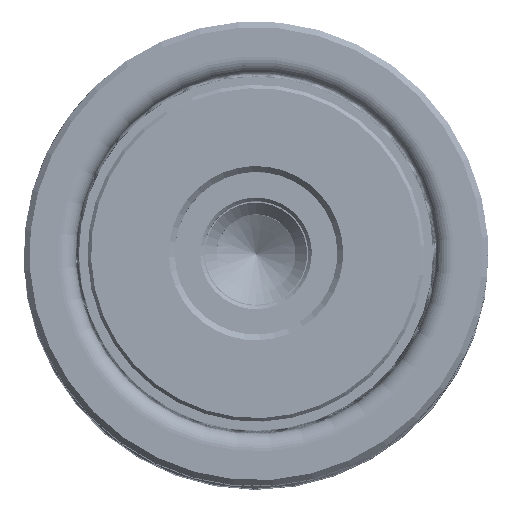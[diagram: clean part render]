
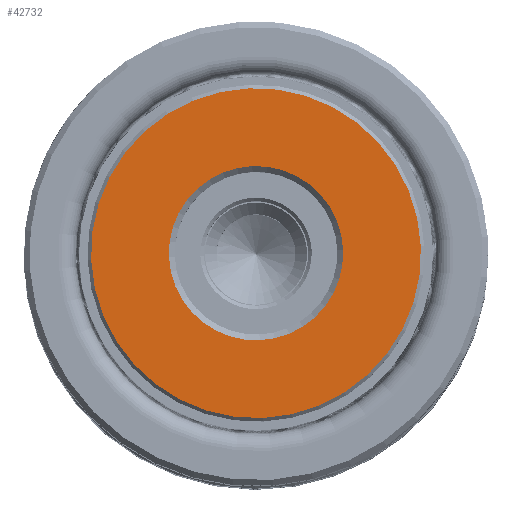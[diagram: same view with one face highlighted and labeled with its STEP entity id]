
A CAD part, top view. The second image highlights one B-rep face of the part: STEP entity #42732.
In plain terms, the highlighted face is planar.
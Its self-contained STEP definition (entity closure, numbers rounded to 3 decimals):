
#1064 = DIRECTION ( 'NONE',  ( 0., 0., -1. ) ) ;
#3871 = VERTEX_POINT ( 'NONE', #33930 ) ;
#4473 = PLANE ( 'NONE',  #46317 ) ;
#5799 = EDGE_LOOP ( 'NONE', ( #16127, #42795 ) ) ;
#7128 = CARTESIAN_POINT ( 'NONE',  ( 0., 0., 0. ) ) ;
#8545 = DIRECTION ( 'NONE',  ( 1., 0., 0. ) ) ;
#11188 = DIRECTION ( 'NONE',  ( 1., 0., 0. ) ) ;
#11717 = CARTESIAN_POINT ( 'NONE',  ( 14.2, 0., 0. ) ) ;
#15814 = CIRCLE ( 'NONE', #31027, 7.5 ) ;
#16127 = ORIENTED_EDGE ( 'NONE', *, *, #22264, .T. ) ;
#16289 = CARTESIAN_POINT ( 'NONE',  ( 0., 0., 0. ) ) ;
#17671 = CARTESIAN_POINT ( 'NONE',  ( 0., 0., 0. ) ) ;
#21572 = EDGE_CURVE ( 'NONE', #37136, #31563, #27670, .T. ) ;
#21588 = CARTESIAN_POINT ( 'NONE',  ( 0., 0., 0. ) ) ;
#21707 = DIRECTION ( 'NONE',  ( 1., 0., 0. ) ) ;
#22060 = AXIS2_PLACEMENT_3D ( 'NONE', #21588, #49576, #25621 ) ;
#22264 = EDGE_CURVE ( 'NONE', #38037, #3871, #24492, .T. ) ;
#22653 = EDGE_CURVE ( 'NONE', #31563, #37136, #40802, .T. ) ;
#24492 = CIRCLE ( 'NONE', #22060, 7.5 ) ;
#25222 = CARTESIAN_POINT ( 'NONE',  ( 0., 0., 0. ) ) ;
#25621 = DIRECTION ( 'NONE',  ( 1., 0., 0. ) ) ;
#27670 = CIRCLE ( 'NONE', #50863, 14.2 ) ;
#29273 = DIRECTION ( 'NONE',  ( 1., 0., 0. ) ) ;
#29913 = CARTESIAN_POINT ( 'NONE',  ( -14.2, 0., 0. ) ) ;
#31027 = AXIS2_PLACEMENT_3D ( 'NONE', #17671, #45674, #21707 ) ;
#31563 = VERTEX_POINT ( 'NONE', #29913 ) ;
#32609 = DIRECTION ( 'NONE',  ( 0., 0., 1. ) ) ;
#33930 = CARTESIAN_POINT ( 'NONE',  ( 7.5, 0., 0. ) ) ;
#35268 = DIRECTION ( 'NONE',  ( 0., 0., -1. ) ) ;
#35413 = EDGE_LOOP ( 'NONE', ( #42979, #51476 ) ) ;
#37136 = VERTEX_POINT ( 'NONE', #11717 ) ;
#38037 = VERTEX_POINT ( 'NONE', #46547 ) ;
#40388 = FACE_BOUND ( 'NONE', #5799, .T. ) ;
#40802 = CIRCLE ( 'NONE', #48867, 14.2 ) ;
#42732 = ADVANCED_FACE ( 'NONE', ( #50988, #40388 ), #4473, .F. ) ;
#42795 = ORIENTED_EDGE ( 'NONE', *, *, #48766, .T. ) ;
#42979 = ORIENTED_EDGE ( 'NONE', *, *, #21572, .T. ) ;
#45674 = DIRECTION ( 'NONE',  ( 0., 0., 1. ) ) ;
#46317 = AXIS2_PLACEMENT_3D ( 'NONE', #16289, #32609, #8545 ) ;
#46547 = CARTESIAN_POINT ( 'NONE',  ( -7.5, 0., 0. ) ) ;
#48766 = EDGE_CURVE ( 'NONE', #3871, #38037, #15814, .T. ) ;
#48867 = AXIS2_PLACEMENT_3D ( 'NONE', #25222, #1064, #29273 ) ;
#49576 = DIRECTION ( 'NONE',  ( 0., 0., 1. ) ) ;
#50863 = AXIS2_PLACEMENT_3D ( 'NONE', #7128, #35268, #11188 ) ;
#50988 = FACE_OUTER_BOUND ( 'NONE', #35413, .T. ) ;
#51476 = ORIENTED_EDGE ( 'NONE', *, *, #22653, .T. ) ;
